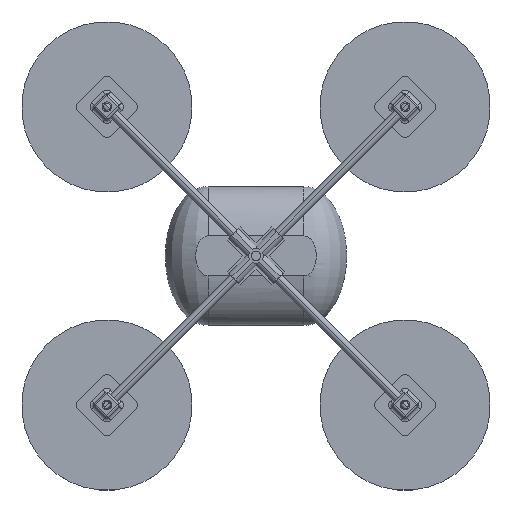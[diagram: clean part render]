
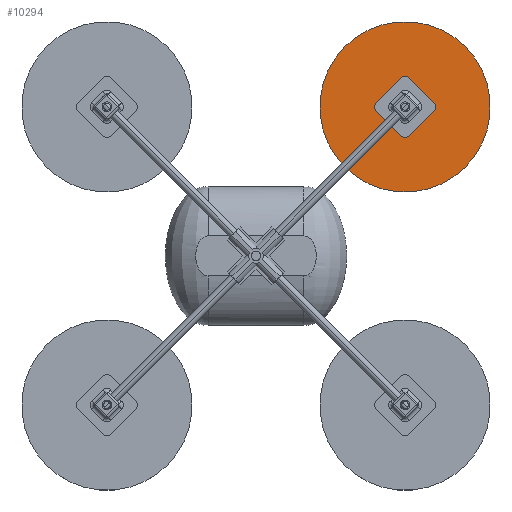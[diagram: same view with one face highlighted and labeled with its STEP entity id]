
A CAD part, top view. The second image highlights one B-rep face of the part: STEP entity #10294.
In plain terms, the highlighted planar face has unit normal (0, 0, 1).
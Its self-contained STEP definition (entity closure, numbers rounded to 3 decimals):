
#10189=CARTESIAN_POINT('',(0.,0.,8.38));
#10190=DIRECTION('',(0.,0.,1.));
#10191=DIRECTION('',(1.,0.,0.));
#10192=AXIS2_PLACEMENT_3D('',#10189,#10190,#10191);
#10194=CARTESIAN_POINT('',(0.,0.,8.38));
#10195=DIRECTION('',(0.,0.,1.));
#10196=DIRECTION('',(-1.,0.,0.));
#10197=AXIS2_PLACEMENT_3D('',#10194,#10195,#10196);
#10199=CARTESIAN_POINT('',(0.,0.,8.38));
#10200=DIRECTION('',(0.,0.,-1.));
#10201=DIRECTION('',(1.,0.,0.));
#10202=AXIS2_PLACEMENT_3D('',#10199,#10200,#10201);
#10204=CARTESIAN_POINT('',(0.,0.,8.38));
#10205=DIRECTION('',(0.,0.,-1.));
#10206=DIRECTION('',(-1.,0.,0.));
#10207=AXIS2_PLACEMENT_3D('',#10204,#10205,#10206);
#10221=CARTESIAN_POINT('',(88.9,0.,8.38));
#10222=CARTESIAN_POINT('',(-88.9,0.,8.38));
#10223=VERTEX_POINT('',#10221);
#10224=VERTEX_POINT('',#10222);
#10229=CARTESIAN_POINT('',(3.175,0.,8.38));
#10230=CARTESIAN_POINT('',(-3.175,0.,8.38));
#10231=VERTEX_POINT('',#10229);
#10232=VERTEX_POINT('',#10230);
#10279=CARTESIAN_POINT('',(0.,0.,8.38));
#10280=DIRECTION('',(0.,0.,1.));
#10281=DIRECTION('',(1.,0.,0.));
#10282=AXIS2_PLACEMENT_3D('',#10279,#10280,#10281);
#10283=PLANE('',#10282);
#10284=ORIENTED_EDGE('',*,*,#10259,.F.);
#10285=ORIENTED_EDGE('',*,*,#10273,.F.);
#10286=EDGE_LOOP('',(#10284,#10285));
#10287=FACE_OUTER_BOUND('',#10286,.F.);
#10289=ORIENTED_EDGE('',*,*,#10288,.F.);
#10291=ORIENTED_EDGE('',*,*,#10290,.F.);
#10292=EDGE_LOOP('',(#10289,#10291));
#10293=FACE_BOUND('',#10292,.F.);
#10294=ADVANCED_FACE('',(#10287,#10293),#10283,.T.);
#10193=CIRCLE('',#10192,88.9);
#10198=CIRCLE('',#10197,88.9);
#10203=CIRCLE('',#10202,3.175);
#10208=CIRCLE('',#10207,3.175);
#10259=EDGE_CURVE('',#10223,#10224,#10193,.T.);
#10273=EDGE_CURVE('',#10224,#10223,#10198,.T.);
#10288=EDGE_CURVE('',#10231,#10232,#10203,.T.);
#10290=EDGE_CURVE('',#10232,#10231,#10208,.T.);
